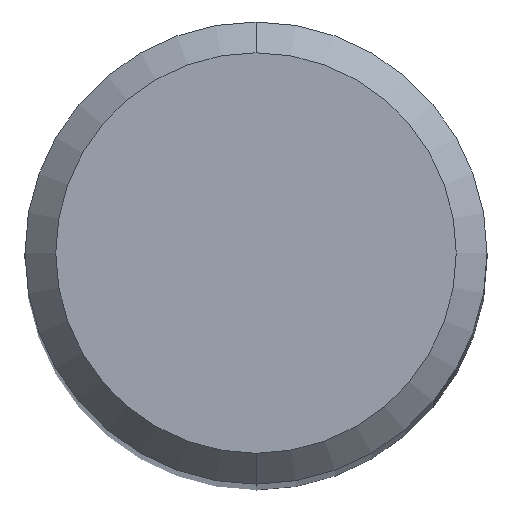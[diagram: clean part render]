
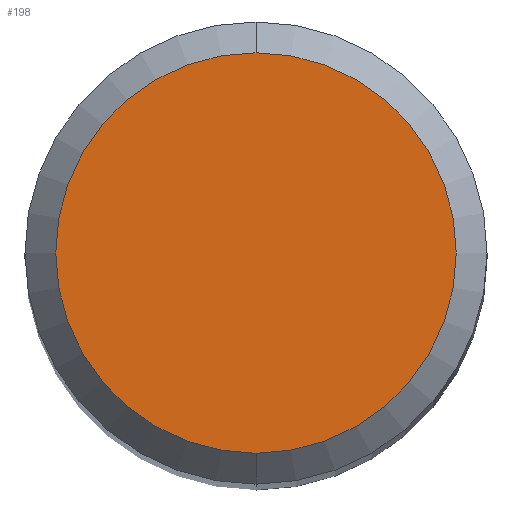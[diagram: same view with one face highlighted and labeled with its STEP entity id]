
A CAD part, top view. The second image highlights one B-rep face of the part: STEP entity #198.
In plain terms, the highlighted planar face has unit normal (0, 0, 1).
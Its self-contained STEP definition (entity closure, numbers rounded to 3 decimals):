
#198=ADVANCED_FACE('',(#494),#495,.T.);
#202=VERTEX_POINT('',#499);
#278=EDGE_CURVE('',#362,#202,#586,.T.);
#300=EDGE_CURVE('',#202,#362,#609,.T.);
#362=VERTEX_POINT('',#678);
#494=FACE_OUTER_BOUND('',#846,.T.);
#495=PLANE('',#847);
#499=CARTESIAN_POINT('',(0.,-2.6,0.0));
#586=CIRCLE('',#1059,2.6);
#609=CIRCLE('',#1087,2.6);
#678=CARTESIAN_POINT('',(0.0,2.6,0.0));
#846=EDGE_LOOP('',(#1412,#1413));
#847=AXIS2_PLACEMENT_3D('',#1414,#1415,#1416);
#1059=AXIS2_PLACEMENT_3D('',#1543,#1544,#1545);
#1087=AXIS2_PLACEMENT_3D('',#1561,#1562,#1563);
#1412=ORIENTED_EDGE('',*,*,#278,.F.);
#1413=ORIENTED_EDGE('',*,*,#300,.F.);
#1414=CARTESIAN_POINT('',(0.0,1.3,0.0));
#1415=DIRECTION('',(-0.0,0.0,1.0));
#1416=DIRECTION('',(0.0,-1.0,0.0));
#1543=CARTESIAN_POINT('',(0.0,0.0,0.0));
#1544=DIRECTION('',(0.0,0.0,-1.0));
#1545=DIRECTION('',(0.0,1.0,0.0));
#1561=CARTESIAN_POINT('',(0.0,0.0,0.0));
#1562=DIRECTION('',(0.0,0.0,-1.0));
#1563=DIRECTION('',(0.0,1.0,0.0));
